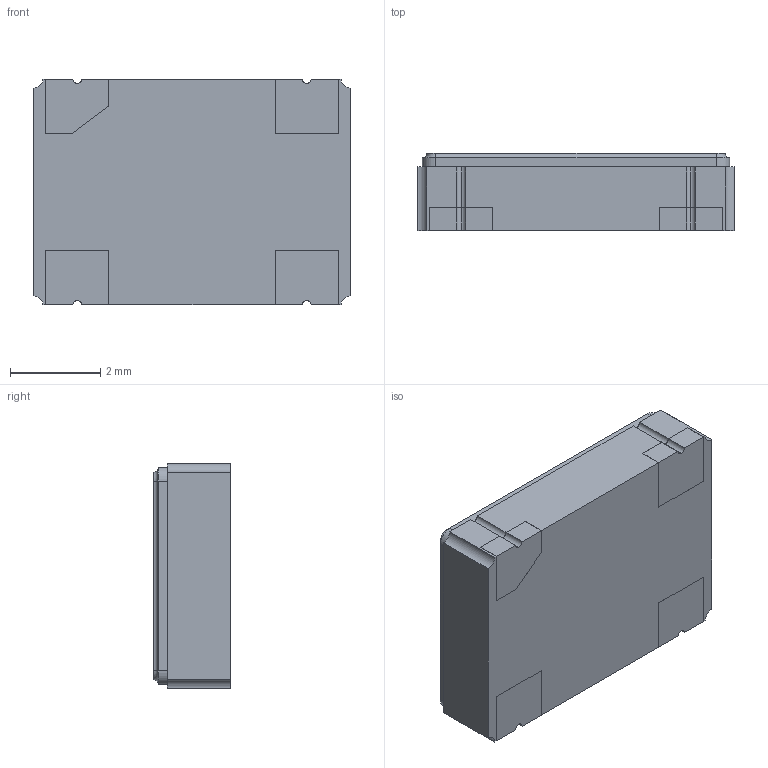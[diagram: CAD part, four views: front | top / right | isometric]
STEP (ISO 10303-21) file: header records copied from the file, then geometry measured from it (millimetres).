
FILE_DESCRIPTION (( 'STEP AP214' ), '1' );
FILE_NAME ('BD07E106-377F-4D7D-B1A9-094EF916A8F7.STEP', '2023-10-10T16:08:08', ( '' ), ( '' ), 'SwSTEP 2.0', 'SolidWorks 2022', '' );
FILE_SCHEMA (( 'AUTOMOTIVE_DESIGN' ));
Length unit declared in the file: millimetre
Products named in the file (1): BD07E106-377F-4D7D-B1A9-094EF916A8F7
Bounding box: 7 x 1.7 x 5 mm (x, y, z)
Volume: 58.3 mm3; surface area: 109.2 mm2
Topology: 1 solids, 1 shells, 177 faces, 484 edges, 318 vertices
Faces by surface type: plane 94, bspline 55, cylinder 24, torus 4
Entity records: 10125 total; most frequent: CARTESIAN_POINT 4187, ORIENTED_EDGE 968, DIRECTION 674, EDGE_CURVE 484, LINE 320, VECTOR 320, VERTEX_POINT 318, EDGE_LOOP 186
